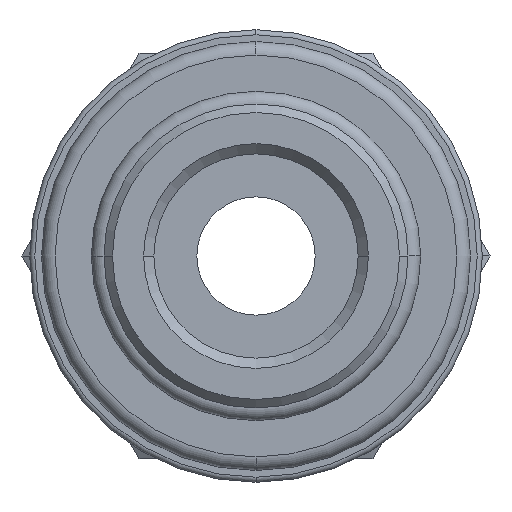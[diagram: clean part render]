
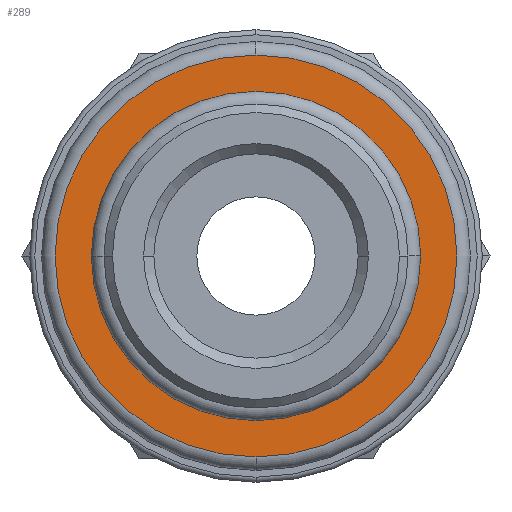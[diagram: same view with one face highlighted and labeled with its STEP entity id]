
A CAD part, front view. The second image highlights one B-rep face of the part: STEP entity #289.
In plain terms, the highlighted planar face has unit normal (0, -1, 0).
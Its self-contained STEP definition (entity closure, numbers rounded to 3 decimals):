
#289=ADVANCED_FACE('',(#586,#587),#588,.T.);
#586=FACE_BOUND('',#879,.T.);
#587=FACE_OUTER_BOUND('',#880,.T.);
#588=PLANE('',#881);
#879=EDGE_LOOP('',(#1631,#1632,#1633));
#880=EDGE_LOOP('',(#1634,#1635,#1636));
#881=AXIS2_PLACEMENT_3D('',#1637,#1638,#1639);
#1631=ORIENTED_EDGE('',*,*,#1923,.T.);
#1632=ORIENTED_EDGE('',*,*,#1796,.T.);
#1633=ORIENTED_EDGE('',*,*,#1924,.T.);
#1634=ORIENTED_EDGE('',*,*,#1825,.F.);
#1635=ORIENTED_EDGE('',*,*,#1824,.F.);
#1636=ORIENTED_EDGE('',*,*,#1959,.F.);
#1637=CARTESIAN_POINT('',(10.45,2.5,0.0));
#1638=DIRECTION('',(-0.0,-1.0,-0.0));
#1639=DIRECTION('',(-1.0,0.0,0.0));
#1796=EDGE_CURVE('',#2172,#2174,#2176,.T.);
#1824=EDGE_CURVE('',#2215,#2218,#2219,.T.);
#1825=EDGE_CURVE('',#2218,#2220,#2221,.T.);
#1923=EDGE_CURVE('',#2341,#2172,#2342,.T.);
#1924=EDGE_CURVE('',#2174,#2341,#2343,.T.);
#1959=EDGE_CURVE('',#2220,#2215,#2382,.T.);
#2172=VERTEX_POINT('',#2734);
#2174=VERTEX_POINT('',#2736);
#2176=CIRCLE('',#2738,9.75);
#2215=VERTEX_POINT('',#2785);
#2218=VERTEX_POINT('',#2788);
#2219=CIRCLE('',#2789,11.9);
#2220=VERTEX_POINT('',#2790);
#2221=CIRCLE('',#2791,11.9);
#2341=VERTEX_POINT('',#3049);
#2342=CIRCLE('',#3050,9.75);
#2343=CIRCLE('',#3051,9.75);
#2382=CIRCLE('',#3113,11.9);
#2734=CARTESIAN_POINT('',(9.75,2.5,0.));
#2736=CARTESIAN_POINT('',(-9.75,2.5,0.));
#2738=AXIS2_PLACEMENT_3D('',#3354,#3355,#3356);
#2785=CARTESIAN_POINT('',(0.,2.5,11.9));
#2788=CARTESIAN_POINT('',(11.9,2.5,0.0));
#2789=AXIS2_PLACEMENT_3D('',#3401,#3402,#3403);
#2790=CARTESIAN_POINT('',(0.,2.5,-11.9));
#2791=AXIS2_PLACEMENT_3D('',#3404,#3405,#3406);
#3049=CARTESIAN_POINT('',(0.,2.5,9.75));
#3050=AXIS2_PLACEMENT_3D('',#3526,#3527,#3528);
#3051=AXIS2_PLACEMENT_3D('',#3529,#3530,#3531);
#3113=AXIS2_PLACEMENT_3D('',#3569,#3570,#3571);
#3354=CARTESIAN_POINT('',(0.0,2.5,0.0));
#3355=DIRECTION('',(0.0,1.0,0.0));
#3356=DIRECTION('',(0.0,0.0,-1.0));
#3401=CARTESIAN_POINT('',(0.0,2.5,0.0));
#3402=DIRECTION('',(-0.0,1.0,0.0));
#3403=DIRECTION('',(1.0,0.0,0.0));
#3404=CARTESIAN_POINT('',(0.0,2.5,0.0));
#3405=DIRECTION('',(-0.0,1.0,0.0));
#3406=DIRECTION('',(1.0,0.0,0.0));
#3526=CARTESIAN_POINT('',(0.0,2.5,0.0));
#3527=DIRECTION('',(0.0,1.0,0.0));
#3528=DIRECTION('',(0.0,0.0,-1.0));
#3529=CARTESIAN_POINT('',(0.0,2.5,0.0));
#3530=DIRECTION('',(0.0,1.0,0.0));
#3531=DIRECTION('',(0.0,0.0,-1.0));
#3569=CARTESIAN_POINT('',(0.0,2.5,0.0));
#3570=DIRECTION('',(-0.0,1.0,0.0));
#3571=DIRECTION('',(1.0,0.0,0.0));
